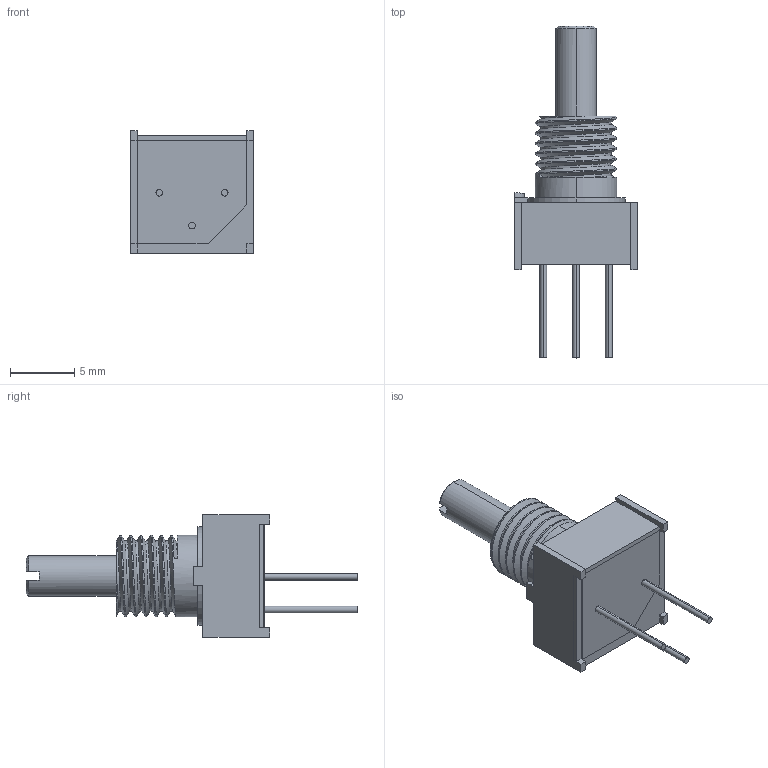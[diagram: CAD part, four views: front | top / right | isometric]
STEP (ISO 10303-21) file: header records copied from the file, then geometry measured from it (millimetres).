
FILE_DESCRIPTION (( 'STEP AP214' ), '1' );
FILE_NAME ('3310P-025-103L.STEP', '2021-09-16T20:20:59', ( '' ), ( '' ), 'SwSTEP 2.0', 'SolidWorks 2017', '' );
FILE_SCHEMA (( 'AUTOMOTIVE_DESIGN' ));
Length unit declared in the file: millimetre
Products named in the file (1): 3310P-025-103L
Bounding box: 9.53 x 25.76 x 9.53 mm (x, y, z)
Volume: 676 mm3; surface area: 923.3 mm2
Topology: 7 solids, 7 shells, 85 faces, 206 edges, 136 vertices
Faces by surface type: plane 53, cylinder 26, cone 3, bspline 3
Entity records: 3596 total; most frequent: CARTESIAN_POINT 1589, ORIENTED_EDGE 412, DIRECTION 371, EDGE_CURVE 206, VERTEX_POINT 136, LINE 129, VECTOR 129, AXIS2_PLACEMENT_3D 121
